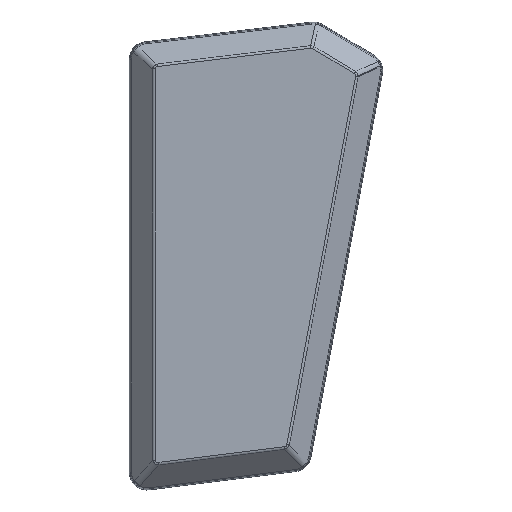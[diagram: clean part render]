
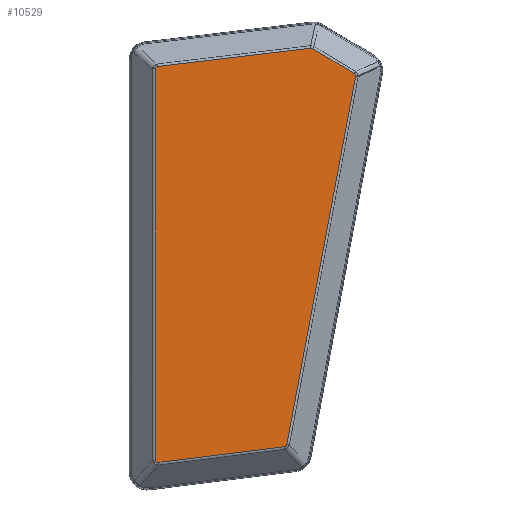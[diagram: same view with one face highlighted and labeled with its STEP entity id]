
A CAD part, top view. The second image highlights one B-rep face of the part: STEP entity #10529.
In plain terms, the highlighted planar face has unit normal (0, 0, 1).
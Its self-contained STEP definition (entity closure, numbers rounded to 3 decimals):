
#188 = CARTESIAN_POINT ( 'NONE',  ( 51.916, 67.632, 17.78 ) ) ;
#390 =( BOUNDED_CURVE ( )  B_SPLINE_CURVE ( 3, ( #5205, #6286, #13768, #7358 ),
 .UNSPECIFIED., .F., .F. ) 
 B_SPLINE_CURVE_WITH_KNOTS ( ( 4, 4 ),
 ( 0., 0.43 ),
 .UNSPECIFIED. ) 
 CURVE ( )  GEOMETRIC_REPRESENTATION_ITEM ( )  RATIONAL_B_SPLINE_CURVE ( ( 1., 0.985, 0.985, 1. ) ) 
 REPRESENTATION_ITEM ( '' )  );
#393 = DIRECTION ( 'NONE',  ( 0.184, 0.983, 0. ) ) ;
#540 = EDGE_CURVE ( 'NONE', #4004, #4807, #11935, .T. ) ;
#708 = CARTESIAN_POINT ( 'NONE',  ( 5.08, 64.527, 17.78 ) ) ;
#895 = VECTOR ( 'NONE', #7309, 1000. ) ;
#929 = EDGE_CURVE ( 'NONE', #4874, #4004, #12023, .T. ) ;
#1021 = CARTESIAN_POINT ( 'NONE',  ( 7.385, 61.852, 17.78 ) ) ;
#1147 = CARTESIAN_POINT ( 'NONE',  ( 7.385, -48.464, 17.78 ) ) ;
#1416 = CARTESIAN_POINT ( 'NONE',  ( 64.155, 60.111, 17.78 ) ) ;
#1488 = FACE_OUTER_BOUND ( 'NONE', #3896, .T. ) ;
#1767 = DIRECTION ( 'NONE',  ( 1., 0., 0. ) ) ;
#1996 = ORIENTED_EDGE ( 'NONE', *, *, #929, .T. ) ;
#2097 = ORIENTED_EDGE ( 'NONE', *, *, #9332, .T. ) ;
#2274 = CARTESIAN_POINT ( 'NONE',  ( 44.626, -44.446, 17.78 ) ) ;
#2398 = DIRECTION ( 'NONE',  ( -0.993, -0.118, 0. ) ) ;
#2655 = ORIENTED_EDGE ( 'NONE', *, *, #7667, .T. ) ;
#2673 = ORIENTED_EDGE ( 'NONE', *, *, #540, .T. ) ;
#2937 = EDGE_CURVE ( 'NONE', #6724, #13648, #12465, .T. ) ;
#2986 =( BOUNDED_CURVE ( )  B_SPLINE_CURVE ( 3, ( #3483, #9932, #13134, #6696 ),
 .UNSPECIFIED., .F., .F. ) 
 B_SPLINE_CURVE_WITH_KNOTS ( ( 4, 4 ),
 ( 2.911, 3.372 ),
 .UNSPECIFIED. ) 
 CURVE ( )  GEOMETRIC_REPRESENTATION_ITEM ( )  RATIONAL_B_SPLINE_CURVE ( ( 1., 0.982, 0.982, 1. ) ) 
 REPRESENTATION_ITEM ( '' )  );
#3013 = CARTESIAN_POINT ( 'NONE',  ( 43.806, -45.044, 17.78 ) ) ;
#3026 = CARTESIAN_POINT ( 'NONE',  ( 8.18, -49.497, 17.78 ) ) ;
#3143 = ORIENTED_EDGE ( 'NONE', *, *, #5272, .T. ) ;
#3177 = AXIS2_PLACEMENT_3D ( 'NONE', #708, #8216, #1767 ) ;
#3483 = CARTESIAN_POINT ( 'NONE',  ( 51.916, 67.632, 17.78 ) ) ;
#3537 = VERTEX_POINT ( 'NONE', #2274 ) ;
#3546 = CARTESIAN_POINT ( 'NONE',  ( 44.18, -44.997, 17.78 ) ) ;
#3599 = CARTESIAN_POINT ( 'NONE',  ( 63.765, 60.535, 17.78 ) ) ;
#3714 = CARTESIAN_POINT ( 'NONE',  ( 7.385, -49.299, 17.78 ) ) ;
#3896 = EDGE_LOOP ( 'NONE', ( #2097, #11229, #4843, #3143, #1996, #2673, #11110, #13752, #2655, #12145, #6103 ) ) ;
#4004 = VERTEX_POINT ( 'NONE', #13010 ) ;
#4415 = EDGE_CURVE ( 'NONE', #4807, #3537, #390, .T. ) ;
#4596 = EDGE_CURVE ( 'NONE', #3537, #5504, #5302, .T. ) ;
#4799 = CARTESIAN_POINT ( 'NONE',  ( 8.18, -49.497, 17.78 ) ) ;
#4807 = VERTEX_POINT ( 'NONE', #5085 ) ;
#4843 = ORIENTED_EDGE ( 'NONE', *, *, #2937, .T. ) ;
#4874 = VERTEX_POINT ( 'NONE', #3026 ) ;
#5085 = CARTESIAN_POINT ( 'NONE',  ( 44.422, -44.837, 17.78 ) ) ;
#5205 = CARTESIAN_POINT ( 'NONE',  ( 44.422, -44.837, 17.78 ) ) ;
#5272 = EDGE_CURVE ( 'NONE', #13648, #4874, #12675, .T. ) ;
#5302 = LINE ( 'NONE', #13243, #13533 ) ;
#5485 = CARTESIAN_POINT ( 'NONE',  ( 7.385, 61.852, 17.78 ) ) ;
#5504 = VERTEX_POINT ( 'NONE', #5612 ) ;
#5612 = CARTESIAN_POINT ( 'NONE',  ( 64.097, 59.799, 17.78 ) ) ;
#5647 = CARTESIAN_POINT ( 'NONE',  ( 64.097, 59.799, 17.78 ) ) ;
#6103 = ORIENTED_EDGE ( 'NONE', *, *, #6764, .T. ) ;
#6286 = CARTESIAN_POINT ( 'NONE',  ( 44.527, -44.738, 17.78 ) ) ;
#6389 = VECTOR ( 'NONE', #7094, 1000. ) ;
#6446 = VERTEX_POINT ( 'NONE', #8050 ) ;
#6696 = CARTESIAN_POINT ( 'NONE',  ( 51.469, 67.728, 17.78 ) ) ;
#6724 = VERTEX_POINT ( 'NONE', #5485 ) ;
#6764 = EDGE_CURVE ( 'NONE', #7016, #6446, #2986, .T. ) ;
#7016 = VERTEX_POINT ( 'NONE', #188 ) ;
#7094 = DIRECTION ( 'NONE',  ( 0., -1., 0. ) ) ;
#7109 = EDGE_CURVE ( 'NONE', #12932, #7016, #9802, .T. ) ;
#7309 = DIRECTION ( 'NONE',  ( 0.992, 0.124, 0. ) ) ;
#7358 = CARTESIAN_POINT ( 'NONE',  ( 44.626, -44.446, 17.78 ) ) ;
#7450 = CARTESIAN_POINT ( 'NONE',  ( 7.385, 62.253, 17.78 ) ) ;
#7667 = EDGE_CURVE ( 'NONE', #5504, #12932, #11007, .T. ) ;
#8050 = CARTESIAN_POINT ( 'NONE',  ( 51.469, 67.728, 17.78 ) ) ;
#8216 = DIRECTION ( 'NONE',  ( 0., 0., 1. ) ) ;
#8230 = CARTESIAN_POINT ( 'NONE',  ( 7.385, -48.795, 17.78 ) ) ;
#8762 = CARTESIAN_POINT ( 'NONE',  ( 8.009, 62.554, 17.78 ) ) ;
#9010 = VECTOR ( 'NONE', #2398, 1000. ) ;
#9095 = CARTESIAN_POINT ( 'NONE',  ( 7.385, -48.795, 17.78 ) ) ;
#9191 = CARTESIAN_POINT ( 'NONE',  ( 44.316, -44.936, 17.78 ) ) ;
#9269 = PLANE ( 'NONE',  #3177 ) ;
#9322 = LINE ( 'NONE', #10143, #9010 ) ;
#9332 = EDGE_CURVE ( 'NONE', #6446, #11636, #9322, .T. ) ;
#9461 = VECTOR ( 'NONE', #12224, 1000. ) ;
#9802 = LINE ( 'NONE', #11067, #9461 ) ;
#9812 = CARTESIAN_POINT ( 'NONE',  ( 63.765, 60.535, 17.78 ) ) ;
#9932 = CARTESIAN_POINT ( 'NONE',  ( 51.779, 67.714, 17.78 ) ) ;
#10047 = CARTESIAN_POINT ( 'NONE',  ( 64.038, 60.372, 17.78 ) ) ;
#10143 = CARTESIAN_POINT ( 'NONE',  ( 8.267, 62.585, 17.78 ) ) ;
#10529 = ADVANCED_FACE ( 'NONE', ( #1488 ), #9269, .T. ) ;
#11007 =( BOUNDED_CURVE ( )  B_SPLINE_CURVE ( 3, ( #5647, #1416, #10047, #3599 ),
 .UNSPECIFIED., .F., .T. ) 
 B_SPLINE_CURVE_WITH_KNOTS ( ( 4, 4 ),
 ( 2.726, 3.557 ),
 .UNSPECIFIED. ) 
 CURVE ( )  GEOMETRIC_REPRESENTATION_ITEM ( )  RATIONAL_B_SPLINE_CURVE ( ( 1., 0.943, 0.943, 1. ) ) 
 REPRESENTATION_ITEM ( '' )  );
#11067 = CARTESIAN_POINT ( 'NONE',  ( 52.002, 67.581, 17.78 ) ) ;
#11110 = ORIENTED_EDGE ( 'NONE', *, *, #4415, .T. ) ;
#11229 = ORIENTED_EDGE ( 'NONE', *, *, #13779, .T. ) ;
#11257 = CARTESIAN_POINT ( 'NONE',  ( 7.68, -49.56, 17.78 ) ) ;
#11636 = VERTEX_POINT ( 'NONE', #8762 ) ;
#11773 = CARTESIAN_POINT ( 'NONE',  ( 7.611, 62.507, 17.78 ) ) ;
#11935 =( BOUNDED_CURVE ( )  B_SPLINE_CURVE ( 3, ( #13829, #3546, #9191, #13527 ),
 .UNSPECIFIED., .F., .F. ) 
 B_SPLINE_CURVE_WITH_KNOTS ( ( 4, 4 ),
 ( 5.853, 6.283 ),
 .UNSPECIFIED. ) 
 CURVE ( )  GEOMETRIC_REPRESENTATION_ITEM ( )  RATIONAL_B_SPLINE_CURVE ( ( 1., 0.985, 0.985, 1. ) ) 
 REPRESENTATION_ITEM ( '' )  );
#12023 = LINE ( 'NONE', #3013, #895 ) ;
#12145 = ORIENTED_EDGE ( 'NONE', *, *, #7109, .T. ) ;
#12224 = DIRECTION ( 'NONE',  ( -0.858, 0.514, 0. ) ) ;
#12465 = LINE ( 'NONE', #1147, #6389 ) ;
#12675 =( BOUNDED_CURVE ( )  B_SPLINE_CURVE ( 3, ( #9095, #3714, #11257, #4799 ),
 .UNSPECIFIED., .F., .F. ) 
 B_SPLINE_CURVE_WITH_KNOTS ( ( 4, 4 ),
 ( 2.583, 3.7 ),
 .UNSPECIFIED. ) 
 CURVE ( )  GEOMETRIC_REPRESENTATION_ITEM ( )  RATIONAL_B_SPLINE_CURVE ( ( 1., 0.899, 0.899, 1. ) ) 
 REPRESENTATION_ITEM ( '' )  );
#12803 = CARTESIAN_POINT ( 'NONE',  ( 8.009, 62.554, 17.78 ) ) ;
#12932 = VERTEX_POINT ( 'NONE', #9812 ) ;
#13010 = CARTESIAN_POINT ( 'NONE',  ( 44.018, -45.017, 17.78 ) ) ;
#13134 = CARTESIAN_POINT ( 'NONE',  ( 51.627, 67.747, 17.78 ) ) ;
#13243 = CARTESIAN_POINT ( 'NONE',  ( 64.059, 59.598, 17.78 ) ) ;
#13481 =( BOUNDED_CURVE ( )  B_SPLINE_CURVE ( 3, ( #12803, #11773, #7450, #1021 ),
 .UNSPECIFIED., .F., .T. ) 
 B_SPLINE_CURVE_WITH_KNOTS ( ( 4, 4 ),
 ( 2.653, 3.63 ),
 .UNSPECIFIED. ) 
 CURVE ( )  GEOMETRIC_REPRESENTATION_ITEM ( )  RATIONAL_B_SPLINE_CURVE ( ( 1., 0.922, 0.922, 1. ) ) 
 REPRESENTATION_ITEM ( '' )  );
#13527 = CARTESIAN_POINT ( 'NONE',  ( 44.422, -44.837, 17.78 ) ) ;
#13533 = VECTOR ( 'NONE', #393, 1000. ) ;
#13648 = VERTEX_POINT ( 'NONE', #8230 ) ;
#13752 = ORIENTED_EDGE ( 'NONE', *, *, #4596, .T. ) ;
#13768 = CARTESIAN_POINT ( 'NONE',  ( 44.596, -44.605, 17.78 ) ) ;
#13779 = EDGE_CURVE ( 'NONE', #11636, #6724, #13481, .T. ) ;
#13829 = CARTESIAN_POINT ( 'NONE',  ( 44.018, -45.017, 17.78 ) ) ;
